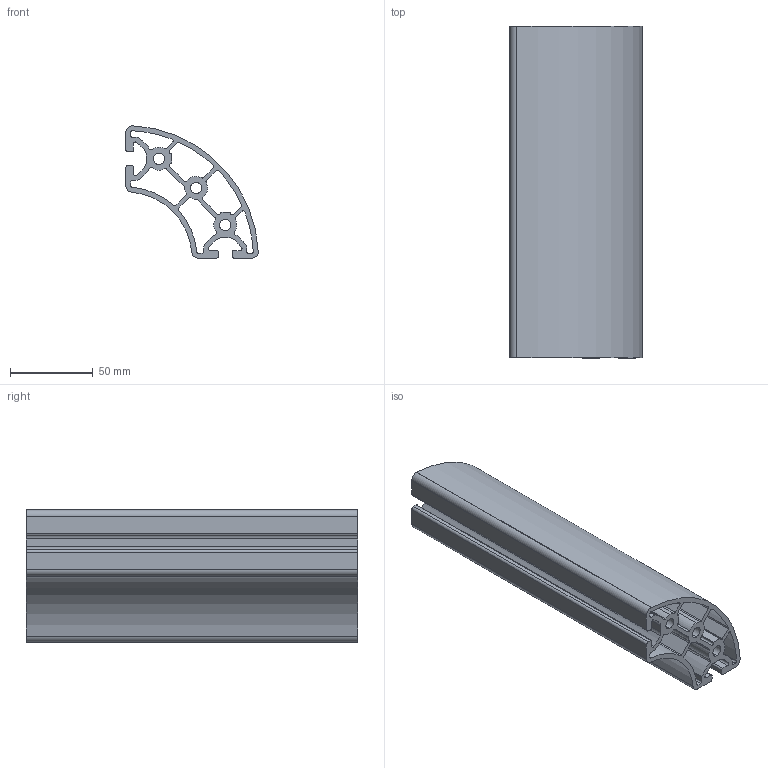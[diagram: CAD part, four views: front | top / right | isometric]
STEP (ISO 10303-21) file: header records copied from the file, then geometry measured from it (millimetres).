
FILE_DESCRIPTION (( 'STEP AP203' ), '1' );
FILE_NAME ('281408991_c_1.STEP', '2022-10-27T17:06:40', ( '' ), ( '' ), 'SwSTEP 2.0', 'SolidWorks 2014', '' );
FILE_SCHEMA (( 'CONFIG_CONTROL_DESIGN' ));
Length unit declared in the file: millimetre
Products named in the file (1): 281408991_c_1
Bounding box: 79.89 x 200 x 79.89 mm (x, y, z)
Volume: 291982.1 mm3; surface area: 174833.6 mm2
Topology: 1 solids, 1 shells, 147 faces, 435 edges, 290 vertices
Faces by surface type: cylinder 105, plane 42
Entity records: 5132 total; most frequent: DIRECTION 941, CARTESIAN_POINT 873, ORIENTED_EDGE 870, EDGE_CURVE 435, AXIS2_PLACEMENT_3D 358, VERTEX_POINT 290, VECTOR 225, LINE 225
